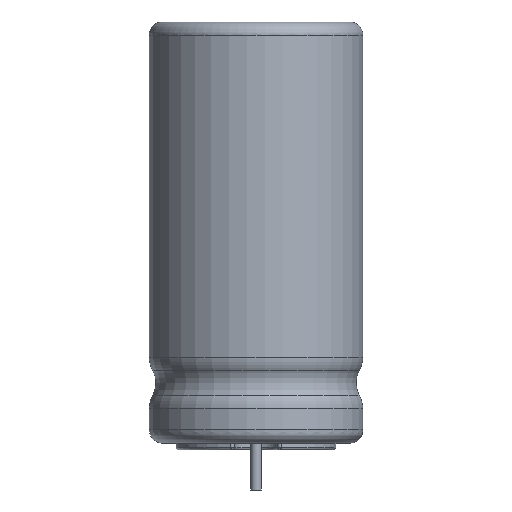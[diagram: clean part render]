
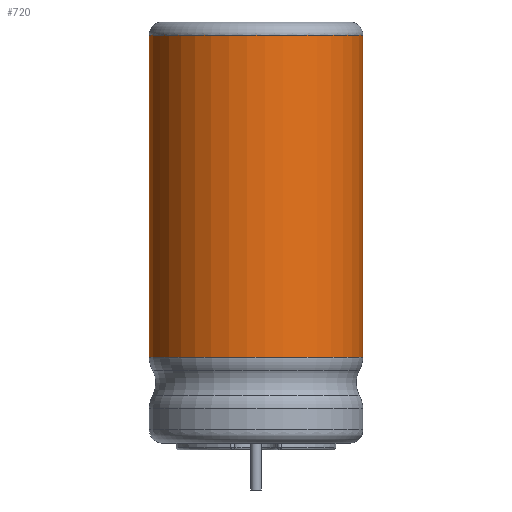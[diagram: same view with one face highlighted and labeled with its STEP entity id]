
A CAD part, left-side view. The second image highlights one B-rep face of the part: STEP entity #720.
In plain terms, the highlighted cylindrical face has radius 8 mm (diameter 16 mm), a full revolution.
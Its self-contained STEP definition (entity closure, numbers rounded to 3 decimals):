
#625=CARTESIAN_POINT('',(7.636,-2.387,31.0));
#626=VERTEX_POINT('',#625);
#627=CARTESIAN_POINT('',(7.636,-2.387,20.236));
#628=VERTEX_POINT('',#627);
#629=CARTESIAN_POINT('',(7.636,-2.387,32.0));
#630=DIRECTION('',(-0.0,-0.0,-1.0));
#631=VECTOR('',#630,1.0);
#632=LINE('',#629,#631);
#633=EDGE_CURVE('n� 399',#626,#628,#632,.T.);
#634=ORIENTED_EDGE('',*,*,#633,.F.);
#635=CARTESIAN_POINT('',(7.636,2.387,31.0));
#636=VERTEX_POINT('',#635);
#637=CARTESIAN_POINT('',(0.0,0.0,31.0));
#638=DIRECTION('',(-0.0,-0.0,-1.0));
#639=DIRECTION('',(1.0,0.0,-0.0));
#640=AXIS2_PLACEMENT_3D('',#637,#638,#639);
#641=CIRCLE('',#640,8.0);
#642=EDGE_CURVE('n� 106',#626,#636,#641,.T.);
#643=ORIENTED_EDGE('',*,*,#642,.T.);
#644=CARTESIAN_POINT('',(7.636,2.387,20.236));
#645=VERTEX_POINT('',#644);
#646=CARTESIAN_POINT('',(7.636,2.387,32.0));
#647=DIRECTION('',(0.0,-0.0,1.0));
#648=VECTOR('',#647,1.0);
#649=LINE('',#646,#648);
#650=EDGE_CURVE('n� 406',#645,#636,#649,.T.);
#651=ORIENTED_EDGE('',*,*,#650,.F.);
#652=CARTESIAN_POINT('',(8.0,-0.0,17.849));
#653=VERTEX_POINT('',#652);
#654=CARTESIAN_POINT('',(0.0,0.0,17.849));
#655=DIRECTION('',(0.0,-0.707,0.707));
#656=DIRECTION('',(0.0,-0.707,-0.707));
#657=AXIS2_PLACEMENT_3D('',#654,#655,#656);
#658=ELLIPSE('',#657,11.314,8.0);
#659=EDGE_CURVE('n� 373',#653,#645,#658,.T.);
#660=ORIENTED_EDGE('',*,*,#659,.F.);
#661=CARTESIAN_POINT('',(0.0,0.0,17.849));
#662=DIRECTION('',(-0.0,0.707,0.707));
#663=DIRECTION('',(-0.0,0.707,-0.707));
#664=AXIS2_PLACEMENT_3D('',#661,#662,#663);
#665=ELLIPSE('',#664,11.314,8.0);
#666=EDGE_CURVE('n� 368',#628,#653,#665,.T.);
#667=ORIENTED_EDGE('',*,*,#666,.F.);
#668=EDGE_LOOP('',(#634,#643,#651,#660,#667));
#669=FACE_OUTER_BOUND('',#668,.T.);
#670=CARTESIAN_POINT('',(7.636,2.387,6.936));
#671=VERTEX_POINT('',#670);
#672=CARTESIAN_POINT('',(7.636,2.387,19.506));
#673=VERTEX_POINT('',#672);
#674=CARTESIAN_POINT('',(7.636,2.387,32.0));
#675=DIRECTION('',(-0.0,0.0,1.0));
#676=VECTOR('',#675,1.0);
#677=LINE('',#674,#676);
#678=EDGE_CURVE('n� 1199',#671,#673,#677,.T.);
#679=ORIENTED_EDGE('',*,*,#678,.F.);
#680=CARTESIAN_POINT('',(7.636,-2.387,6.936));
#681=VERTEX_POINT('',#680);
#682=CARTESIAN_POINT('',(0.0,0.0,6.936));
#683=DIRECTION('',(0.0,0.0,1.0));
#684=DIRECTION('',(-1.0,0.0,0.0));
#685=AXIS2_PLACEMENT_3D('',#682,#683,#684);
#686=CIRCLE('',#685,8.0);
#687=EDGE_CURVE('n� 1038',#671,#681,#686,.T.);
#688=ORIENTED_EDGE('',*,*,#687,.T.);
#689=CARTESIAN_POINT('',(7.636,-2.387,19.506));
#690=VERTEX_POINT('',#689);
#691=CARTESIAN_POINT('',(7.636,-2.387,32.0));
#692=DIRECTION('',(0.0,0.0,-1.0));
#693=VECTOR('',#692,1.0);
#694=LINE('',#691,#693);
#695=EDGE_CURVE('n� 1207',#690,#681,#694,.T.);
#696=ORIENTED_EDGE('',*,*,#695,.F.);
#697=CARTESIAN_POINT('',(8.0,-0.0,17.119));
#698=VERTEX_POINT('',#697);
#699=CARTESIAN_POINT('',(0.0,0.0,17.119));
#700=DIRECTION('',(0.0,-0.707,-0.707));
#701=DIRECTION('',(-0.0,0.707,-0.707));
#702=AXIS2_PLACEMENT_3D('',#699,#700,#701);
#703=ELLIPSE('',#702,11.314,8.0);
#704=EDGE_CURVE('n� 1075',#698,#690,#703,.T.);
#705=ORIENTED_EDGE('',*,*,#704,.F.);
#706=CARTESIAN_POINT('',(0.0,0.0,17.119));
#707=DIRECTION('',(0.0,0.707,-0.707));
#708=DIRECTION('',(-0.0,-0.707,-0.707));
#709=AXIS2_PLACEMENT_3D('',#706,#707,#708);
#710=ELLIPSE('',#709,11.314,8.0);
#711=EDGE_CURVE('n� 1079',#673,#698,#710,.T.);
#712=ORIENTED_EDGE('',*,*,#711,.F.);
#713=EDGE_LOOP('',(#679,#688,#696,#705,#712));
#714=FACE_BOUND('',#713,.T.);
#715=CARTESIAN_POINT('',(0.0,0.0,32.0));
#716=DIRECTION('',(-0.0,-0.0,-1.0));
#717=DIRECTION('',(-1.0,0.0,0.0));
#718=AXIS2_PLACEMENT_3D('',#715,#716,#717);
#719=CYLINDRICAL_SURFACE('',#718,8.0);
#720=ADVANCED_FACE('n� 1084',(#669,#714),#719,.T.);
